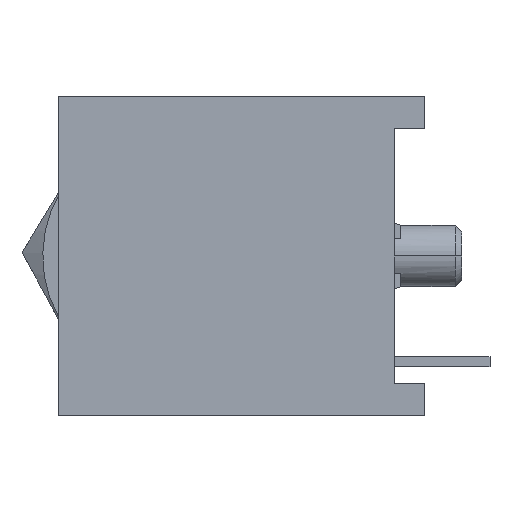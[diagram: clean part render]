
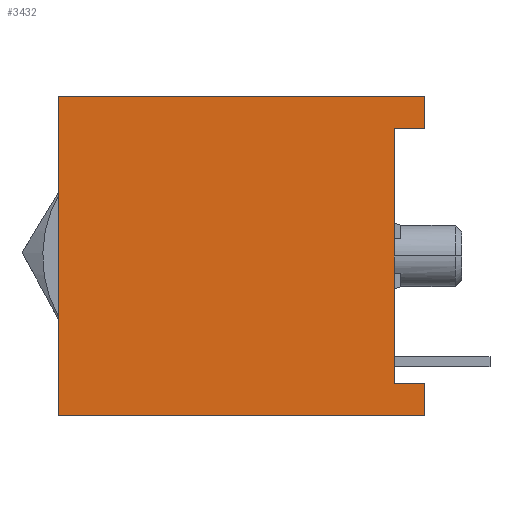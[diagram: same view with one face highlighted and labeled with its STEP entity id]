
A CAD part, left-side view. The second image highlights one B-rep face of the part: STEP entity #3432.
In plain terms, the highlighted face is planar.
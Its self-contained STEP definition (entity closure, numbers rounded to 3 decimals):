
#177 = VECTOR ( 'NONE', #3466, 1000. ) ;
#201 = CARTESIAN_POINT ( 'NONE',  ( -6.25, -12.525, 27.7 ) ) ;
#317 = VERTEX_POINT ( 'NONE', #1918 ) ;
#488 = DIRECTION ( 'NONE',  ( 1., 0., 0. ) ) ;
#491 = CARTESIAN_POINT ( 'NONE',  ( -7.85, 5.475, 27.7 ) ) ;
#789 = DIRECTION ( 'NONE',  ( 0., 0., 1. ) ) ;
#962 = CARTESIAN_POINT ( 'NONE',  ( 6.25, -11.025, 27.7 ) ) ;
#1005 = CARTESIAN_POINT ( 'NONE',  ( 7.85, -12.525, 27.7 ) ) ;
#1141 = EDGE_CURVE ( 'NONE', #5372, #317, #5504, .T. ) ;
#1180 = FACE_OUTER_BOUND ( 'NONE', #5084, .T. ) ;
#1295 = CARTESIAN_POINT ( 'NONE',  ( 0., 0., 27.7 ) ) ;
#1342 = ORIENTED_EDGE ( 'NONE', *, *, #4399, .T. ) ;
#1547 = ORIENTED_EDGE ( 'NONE', *, *, #1141, .T. ) ;
#1680 = CARTESIAN_POINT ( 'NONE',  ( -7.85, -12.525, 27.7 ) ) ;
#1703 = EDGE_CURVE ( 'NONE', #4355, #3581, #4283, .T. ) ;
#1725 = VECTOR ( 'NONE', #2358, 1000. ) ;
#1732 = DIRECTION ( 'NONE',  ( -1., 0., 0. ) ) ;
#1918 = CARTESIAN_POINT ( 'NONE',  ( -6.25, -12.525, 27.7 ) ) ;
#2128 = VECTOR ( 'NONE', #1732, 1000. ) ;
#2132 = CARTESIAN_POINT ( 'NONE',  ( 6.25, -12.525, 27.7 ) ) ;
#2159 = LINE ( 'NONE', #491, #2455 ) ;
#2301 = VERTEX_POINT ( 'NONE', #4244 ) ;
#2305 = ORIENTED_EDGE ( 'NONE', *, *, #4119, .T. ) ;
#2358 = DIRECTION ( 'NONE',  ( 0., 1., 0. ) ) ;
#2455 = VECTOR ( 'NONE', #4319, 1000. ) ;
#2477 = DIRECTION ( 'NONE',  ( 1., 0., 0. ) ) ;
#2577 = ORIENTED_EDGE ( 'NONE', *, *, #2845, .T. ) ;
#2620 = VECTOR ( 'NONE', #2477, 1000. ) ;
#2649 = CARTESIAN_POINT ( 'NONE',  ( 7.85, 5.475, 27.7 ) ) ;
#2664 = VECTOR ( 'NONE', #3005, 1000. ) ;
#2845 = EDGE_CURVE ( 'NONE', #3581, #3410, #3406, .T. ) ;
#2914 = VECTOR ( 'NONE', #4442, 1000. ) ;
#2928 = CARTESIAN_POINT ( 'NONE',  ( 6.25, -11.025, 27.7 ) ) ;
#3005 = DIRECTION ( 'NONE',  ( 1., 0., 0. ) ) ;
#3067 = LINE ( 'NONE', #5189, #2128 ) ;
#3094 = AXIS2_PLACEMENT_3D ( 'NONE', #1295, #789, #3735 ) ;
#3130 = EDGE_CURVE ( 'NONE', #4962, #2301, #3067, .T. ) ;
#3406 = LINE ( 'NONE', #2132, #177 ) ;
#3410 = VERTEX_POINT ( 'NONE', #3426 ) ;
#3426 = CARTESIAN_POINT ( 'NONE',  ( 6.25, -12.525, 27.7 ) ) ;
#3432 = ADVANCED_FACE ( 'NONE', ( #1180 ), #4624, .T. ) ;
#3466 = DIRECTION ( 'NONE',  ( 0., -1., 0. ) ) ;
#3581 = VERTEX_POINT ( 'NONE', #962 ) ;
#3613 = LINE ( 'NONE', #2649, #2914 ) ;
#3735 = DIRECTION ( 'NONE',  ( 1., 0., 0. ) ) ;
#3938 = CARTESIAN_POINT ( 'NONE',  ( -7.85, -12.525, 27.7 ) ) ;
#3949 = ORIENTED_EDGE ( 'NONE', *, *, #1703, .T. ) ;
#4119 = EDGE_CURVE ( 'NONE', #317, #4355, #4735, .T. ) ;
#4244 = CARTESIAN_POINT ( 'NONE',  ( -7.85, 5.475, 27.7 ) ) ;
#4283 = LINE ( 'NONE', #2928, #2664 ) ;
#4319 = DIRECTION ( 'NONE',  ( 0., -1., 0. ) ) ;
#4355 = VERTEX_POINT ( 'NONE', #4800 ) ;
#4399 = EDGE_CURVE ( 'NONE', #3410, #4843, #4433, .T. ) ;
#4433 = LINE ( 'NONE', #4741, #5407 ) ;
#4442 = DIRECTION ( 'NONE',  ( 0., 1., 0. ) ) ;
#4587 = ORIENTED_EDGE ( 'NONE', *, *, #3130, .T. ) ;
#4624 = PLANE ( 'NONE',  #3094 ) ;
#4698 = EDGE_CURVE ( 'NONE', #4843, #4962, #3613, .T. ) ;
#4735 = LINE ( 'NONE', #201, #1725 ) ;
#4741 = CARTESIAN_POINT ( 'NONE',  ( 7.85, -12.525, 27.7 ) ) ;
#4800 = CARTESIAN_POINT ( 'NONE',  ( -6.25, -11.025, 27.7 ) ) ;
#4843 = VERTEX_POINT ( 'NONE', #1005 ) ;
#4962 = VERTEX_POINT ( 'NONE', #5342 ) ;
#5035 = ORIENTED_EDGE ( 'NONE', *, *, #4698, .T. ) ;
#5084 = EDGE_LOOP ( 'NONE', ( #1547, #2305, #3949, #2577, #1342, #5035, #4587, #5150 ) ) ;
#5150 = ORIENTED_EDGE ( 'NONE', *, *, #5247, .T. ) ;
#5189 = CARTESIAN_POINT ( 'NONE',  ( -7.85, 5.475, 27.7 ) ) ;
#5247 = EDGE_CURVE ( 'NONE', #2301, #5372, #2159, .T. ) ;
#5342 = CARTESIAN_POINT ( 'NONE',  ( 7.85, 5.475, 27.7 ) ) ;
#5372 = VERTEX_POINT ( 'NONE', #3938 ) ;
#5407 = VECTOR ( 'NONE', #488, 1000. ) ;
#5504 = LINE ( 'NONE', #1680, #2620 ) ;
